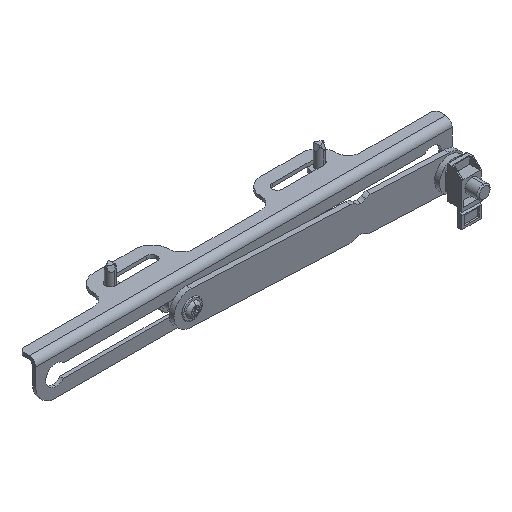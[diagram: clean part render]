
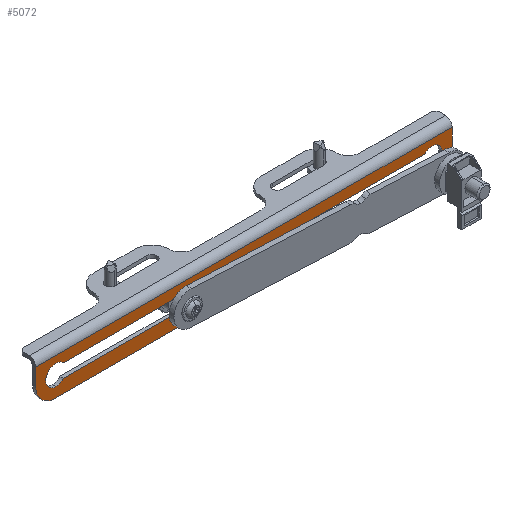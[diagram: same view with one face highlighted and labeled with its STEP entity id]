
A CAD part, isometric view. The second image highlights one B-rep face of the part: STEP entity #5072.
In plain terms, the highlighted planar face has unit normal (0, -1, 0).
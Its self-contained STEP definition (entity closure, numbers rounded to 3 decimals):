
#11 = DIRECTION ( 'NONE',  ( -1., 0., 0. ) ) ;
#85 = VERTEX_POINT ( 'NONE', #10279 ) ;
#101 = CARTESIAN_POINT ( 'NONE',  ( 112.5, -13.75, 5. ) ) ;
#139 = CIRCLE ( 'NONE', #5491, 6. ) ;
#213 = VECTOR ( 'NONE', #11, 1000. ) ;
#229 = DIRECTION ( 'NONE',  ( 0., 0., -1. ) ) ;
#354 = AXIS2_PLACEMENT_3D ( 'NONE', #10395, #986, #6963 ) ;
#362 = ORIENTED_EDGE ( 'NONE', *, *, #2671, .T. ) ;
#627 = EDGE_CURVE ( 'NONE', #3205, #929, #7740, .T. ) ;
#659 = DIRECTION ( 'NONE',  ( 0., 0., -1. ) ) ;
#680 = CIRCLE ( 'NONE', #1070, 6. ) ;
#929 = VERTEX_POINT ( 'NONE', #6172 ) ;
#931 = CARTESIAN_POINT ( 'NONE',  ( 124.5, -13.75, -1. ) ) ;
#974 = DIRECTION ( 'NONE',  ( -1., 0., 0. ) ) ;
#986 = DIRECTION ( 'NONE',  ( 0., 1., 0. ) ) ;
#1028 = VERTEX_POINT ( 'NONE', #4592 ) ;
#1053 = CIRCLE ( 'NONE', #354, 6. ) ;
#1070 = AXIS2_PLACEMENT_3D ( 'NONE', #7217, #9784, #2128 ) ;
#1248 = ORIENTED_EDGE ( 'NONE', *, *, #1601, .T. ) ;
#1274 = CARTESIAN_POINT ( 'NONE',  ( 108.028, -13.75, 3. ) ) ;
#1312 = LINE ( 'NONE', #8595, #213 ) ;
#1424 = CARTESIAN_POINT ( 'NONE',  ( -112.5, -13.75, -1. ) ) ;
#1601 = EDGE_CURVE ( 'NONE', #5972, #9775, #4197, .T. ) ;
#1695 = LINE ( 'NONE', #6198, #9898 ) ;
#1745 = DIRECTION ( 'NONE',  ( 0., 0., -1. ) ) ;
#1900 = CIRCLE ( 'NONE', #5588, 6. ) ;
#2128 = DIRECTION ( 'NONE',  ( 0., 0., 1. ) ) ;
#2226 = CARTESIAN_POINT ( 'NONE',  ( -108.028, -13.75, -5. ) ) ;
#2254 = CARTESIAN_POINT ( 'NONE',  ( -112.5, -13.75, -1. ) ) ;
#2268 = ORIENTED_EDGE ( 'NONE', *, *, #3603, .T. ) ;
#2430 = VERTEX_POINT ( 'NONE', #4671 ) ;
#2500 = DIRECTION ( 'NONE',  ( 0., 1., 0. ) ) ;
#2599 = DIRECTION ( 'NONE',  ( -1., 0., 0. ) ) ;
#2611 = DIRECTION ( 'NONE',  ( 1., 0., 0. ) ) ;
#2638 = ORIENTED_EDGE ( 'NONE', *, *, #6309, .F. ) ;
#2671 = EDGE_CURVE ( 'NONE', #4153, #10398, #1053, .T. ) ;
#2731 = AXIS2_PLACEMENT_3D ( 'NONE', #6353, #10730, #3793 ) ;
#2877 = EDGE_LOOP ( 'NONE', ( #7343, #2638, #6925, #4410, #10271, #8465 ) ) ;
#2939 = ORIENTED_EDGE ( 'NONE', *, *, #10060, .T. ) ;
#3205 = VERTEX_POINT ( 'NONE', #9478 ) ;
#3229 = AXIS2_PLACEMENT_3D ( 'NONE', #1424, #9115, #10758 ) ;
#3234 = DIRECTION ( 'NONE',  ( 0., 0., 1. ) ) ;
#3313 = EDGE_CURVE ( 'NONE', #85, #929, #7991, .T. ) ;
#3513 = VERTEX_POINT ( 'NONE', #2226 ) ;
#3603 = EDGE_CURVE ( 'NONE', #2430, #10145, #1900, .T. ) ;
#3793 = DIRECTION ( 'NONE',  ( 0., 0., 1. ) ) ;
#3985 = DIRECTION ( 'NONE',  ( 0., 1., 0. ) ) ;
#3994 = CARTESIAN_POINT ( 'NONE',  ( 112.5, -13.75, -7. ) ) ;
#4113 = VERTEX_POINT ( 'NONE', #931 ) ;
#4120 = DIRECTION ( 'NONE',  ( 0., -1., 0. ) ) ;
#4153 = VERTEX_POINT ( 'NONE', #3994 ) ;
#4173 = FACE_BOUND ( 'NONE', #4741, .T. ) ;
#4197 = LINE ( 'NONE', #10215, #5144 ) ;
#4200 = AXIS2_PLACEMENT_3D ( 'NONE', #9275, #4120, #659 ) ;
#4410 = ORIENTED_EDGE ( 'NONE', *, *, #10887, .T. ) ;
#4592 = CARTESIAN_POINT ( 'NONE',  ( 124.5, -13.75, 9. ) ) ;
#4671 = CARTESIAN_POINT ( 'NONE',  ( -112.5, -13.75, -7. ) ) ;
#4718 = VERTEX_POINT ( 'NONE', #101 ) ;
#4741 = EDGE_LOOP ( 'NONE', ( #1248, #8161, #6574, #362, #2939, #10831, #2268, #10181 ) ) ;
#4879 = CARTESIAN_POINT ( 'NONE',  ( -124.5, -13.75, 9. ) ) ;
#5046 = CARTESIAN_POINT ( 'NONE',  ( 112.5, -13.75, -1. ) ) ;
#5072 = ADVANCED_FACE ( 'NONE', ( #9807, #4173 ), #5477, .F. ) ;
#5144 = VECTOR ( 'NONE', #2611, 1000. ) ;
#5477 = PLANE ( 'NONE',  #2731 ) ;
#5480 = CIRCLE ( 'NONE', #7331, 12. ) ;
#5491 = AXIS2_PLACEMENT_3D ( 'NONE', #2254, #3985, #10856 ) ;
#5588 = AXIS2_PLACEMENT_3D ( 'NONE', #11018, #2500, #6787 ) ;
#5804 = CARTESIAN_POINT ( 'NONE',  ( -108.028, -13.75, 3. ) ) ;
#5961 = EDGE_CURVE ( 'NONE', #9775, #4718, #8427, .T. ) ;
#5972 = VERTEX_POINT ( 'NONE', #5804 ) ;
#6003 = DIRECTION ( 'NONE',  ( 0., 0., -1. ) ) ;
#6054 = CARTESIAN_POINT ( 'NONE',  ( 112.5, -13.75, -1. ) ) ;
#6172 = CARTESIAN_POINT ( 'NONE',  ( -112.5, -13.75, -13. ) ) ;
#6198 = CARTESIAN_POINT ( 'NONE',  ( 124.5, -13.75, -5. ) ) ;
#6309 = EDGE_CURVE ( 'NONE', #1028, #4113, #9597, .T. ) ;
#6353 = CARTESIAN_POINT ( 'NONE',  ( 124.5, -13.75, 13. ) ) ;
#6574 = ORIENTED_EDGE ( 'NONE', *, *, #7239, .T. ) ;
#6787 = DIRECTION ( 'NONE',  ( 0., 0., 1. ) ) ;
#6925 = ORIENTED_EDGE ( 'NONE', *, *, #8378, .T. ) ;
#6957 = LINE ( 'NONE', #11102, #8439 ) ;
#6963 = DIRECTION ( 'NONE',  ( 0., 0., 1. ) ) ;
#7021 = EDGE_CURVE ( 'NONE', #3513, #2430, #139, .T. ) ;
#7195 = VECTOR ( 'NONE', #229, 1000. ) ;
#7217 = CARTESIAN_POINT ( 'NONE',  ( 112.5, -13.75, -1. ) ) ;
#7239 = EDGE_CURVE ( 'NONE', #4718, #4153, #680, .T. ) ;
#7331 = AXIS2_PLACEMENT_3D ( 'NONE', #6054, #7799, #1745 ) ;
#7343 = ORIENTED_EDGE ( 'NONE', *, *, #9371, .T. ) ;
#7676 = CARTESIAN_POINT ( 'NONE',  ( -112.5, -13.75, 5. ) ) ;
#7740 = CIRCLE ( 'NONE', #4200, 12. ) ;
#7799 = DIRECTION ( 'NONE',  ( 0., -1., 0. ) ) ;
#7858 = CARTESIAN_POINT ( 'NONE',  ( 124.5, -13.75, -13. ) ) ;
#7991 = LINE ( 'NONE', #7858, #10098 ) ;
#8106 = VERTEX_POINT ( 'NONE', #4879 ) ;
#8161 = ORIENTED_EDGE ( 'NONE', *, *, #5961, .T. ) ;
#8166 = CIRCLE ( 'NONE', #3229, 6. ) ;
#8378 = EDGE_CURVE ( 'NONE', #1028, #8106, #1312, .T. ) ;
#8427 = CIRCLE ( 'NONE', #10960, 6. ) ;
#8439 = VECTOR ( 'NONE', #6003, 1000. ) ;
#8465 = ORIENTED_EDGE ( 'NONE', *, *, #3313, .F. ) ;
#8595 = CARTESIAN_POINT ( 'NONE',  ( 124.5, -13.75, 9. ) ) ;
#9115 = DIRECTION ( 'NONE',  ( 0., 1., 0. ) ) ;
#9275 = CARTESIAN_POINT ( 'NONE',  ( -112.5, -13.75, -1. ) ) ;
#9371 = EDGE_CURVE ( 'NONE', #85, #4113, #5480, .T. ) ;
#9478 = CARTESIAN_POINT ( 'NONE',  ( -124.5, -13.75, -1. ) ) ;
#9595 = CARTESIAN_POINT ( 'NONE',  ( 108.028, -13.75, -5. ) ) ;
#9597 = LINE ( 'NONE', #10453, #7195 ) ;
#9775 = VERTEX_POINT ( 'NONE', #1274 ) ;
#9784 = DIRECTION ( 'NONE',  ( 0., 1., 0. ) ) ;
#9807 = FACE_OUTER_BOUND ( 'NONE', #2877, .T. ) ;
#9898 = VECTOR ( 'NONE', #2599, 1000. ) ;
#10060 = EDGE_CURVE ( 'NONE', #10398, #3513, #1695, .T. ) ;
#10098 = VECTOR ( 'NONE', #974, 1000. ) ;
#10127 = DIRECTION ( 'NONE',  ( 0., 1., 0. ) ) ;
#10145 = VERTEX_POINT ( 'NONE', #7676 ) ;
#10181 = ORIENTED_EDGE ( 'NONE', *, *, #10663, .T. ) ;
#10215 = CARTESIAN_POINT ( 'NONE',  ( 124.5, -13.75, 3. ) ) ;
#10271 = ORIENTED_EDGE ( 'NONE', *, *, #627, .T. ) ;
#10279 = CARTESIAN_POINT ( 'NONE',  ( 112.5, -13.75, -13. ) ) ;
#10395 = CARTESIAN_POINT ( 'NONE',  ( 112.5, -13.75, -1. ) ) ;
#10398 = VERTEX_POINT ( 'NONE', #9595 ) ;
#10453 = CARTESIAN_POINT ( 'NONE',  ( 124.5, -13.75, 13. ) ) ;
#10663 = EDGE_CURVE ( 'NONE', #10145, #5972, #8166, .T. ) ;
#10730 = DIRECTION ( 'NONE',  ( 0., 1., 0. ) ) ;
#10758 = DIRECTION ( 'NONE',  ( 0., 0., 1. ) ) ;
#10831 = ORIENTED_EDGE ( 'NONE', *, *, #7021, .T. ) ;
#10856 = DIRECTION ( 'NONE',  ( 0., 0., 1. ) ) ;
#10887 = EDGE_CURVE ( 'NONE', #8106, #3205, #6957, .T. ) ;
#10960 = AXIS2_PLACEMENT_3D ( 'NONE', #5046, #10127, #3234 ) ;
#11018 = CARTESIAN_POINT ( 'NONE',  ( -112.5, -13.75, -1. ) ) ;
#11102 = CARTESIAN_POINT ( 'NONE',  ( -124.5, -13.75, 13. ) ) ;
